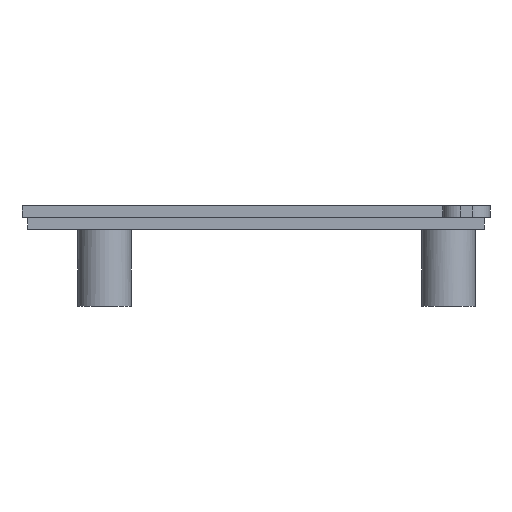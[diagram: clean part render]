
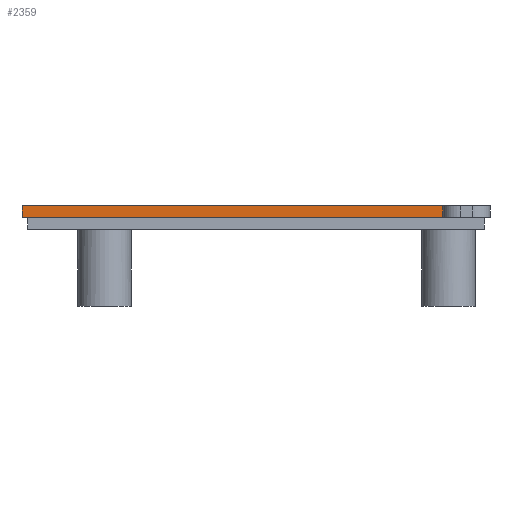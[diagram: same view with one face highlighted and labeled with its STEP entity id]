
A CAD part, left-side view. The second image highlights one B-rep face of the part: STEP entity #2359.
In plain terms, the highlighted planar face has unit normal (-1, 0, 0).
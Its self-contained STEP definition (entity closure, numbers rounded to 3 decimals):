
#1306 = PLANE('',#1307);
#1307 = AXIS2_PLACEMENT_3D('',#1308,#1309,#1310);
#1308 = CARTESIAN_POINT('',(-2.,-2.,32.));
#1309 = DIRECTION('',(0.,0.,1.));
#1310 = DIRECTION('',(1.,0.,0.));
#1613 = VERTEX_POINT('',#1614);
#1614 = CARTESIAN_POINT('',(-2.,6.,32.));
#1714 = EDGE_CURVE('',#1613,#1715,#1717,.T.);
#1715 = VERTEX_POINT('',#1716);
#1716 = CARTESIAN_POINT('',(-2.,77.,32.));
#1717 = SURFACE_CURVE('',#1718,(#1722,#1729),.PCURVE_S1.);
#1718 = LINE('',#1719,#1720);
#1719 = CARTESIAN_POINT('',(-2.,-2.,32.));
#1720 = VECTOR('',#1721,1.);
#1721 = DIRECTION('',(0.,1.,0.));
#1722 = PCURVE('',#1306,#1723);
#1723 = DEFINITIONAL_REPRESENTATION('',(#1724),#1728);
#1724 = LINE('',#1725,#1726);
#1725 = CARTESIAN_POINT('',(0.,0.));
#1726 = VECTOR('',#1727,1.);
#1727 = DIRECTION('',(0.,1.));
#1728 = ( GEOMETRIC_REPRESENTATION_CONTEXT(2) 
PARAMETRIC_REPRESENTATION_CONTEXT() REPRESENTATION_CONTEXT('2D SPACE',''
  ) );
#1729 = PCURVE('',#1730,#1735);
#1730 = PLANE('',#1731);
#1731 = AXIS2_PLACEMENT_3D('',#1732,#1733,#1734);
#1732 = CARTESIAN_POINT('',(-2.,-2.,32.));
#1733 = DIRECTION('',(1.,0.,0.));
#1734 = DIRECTION('',(0.,0.,1.));
#1735 = DEFINITIONAL_REPRESENTATION('',(#1736),#1740);
#1736 = LINE('',#1737,#1738);
#1737 = CARTESIAN_POINT('',(0.,0.));
#1738 = VECTOR('',#1739,1.);
#1739 = DIRECTION('',(0.,-1.));
#1740 = ( GEOMETRIC_REPRESENTATION_CONTEXT(2) 
PARAMETRIC_REPRESENTATION_CONTEXT() REPRESENTATION_CONTEXT('2D SPACE',''
  ) );
#1810 = PLANE('',#1811);
#1811 = AXIS2_PLACEMENT_3D('',#1812,#1813,#1814);
#1812 = CARTESIAN_POINT('',(-2.,77.,32.));
#1813 = DIRECTION('',(0.,1.,0.));
#1814 = DIRECTION('',(0.,0.,1.));
#2206 = PLANE('',#2207);
#2207 = AXIS2_PLACEMENT_3D('',#2208,#2209,#2210);
#2208 = CARTESIAN_POINT('',(-10.,6.,32.));
#2209 = DIRECTION('',(0.,1.,0.));
#2210 = DIRECTION('',(0.,0.,1.));
#2359 = ADVANCED_FACE('',(#2360),#1730,.F.);
#2360 = FACE_BOUND('',#2361,.F.);
#2361 = EDGE_LOOP('',(#2362,#2392,#2411,#2412));
#2362 = ORIENTED_EDGE('',*,*,#2363,.F.);
#2363 = EDGE_CURVE('',#2364,#2366,#2368,.T.);
#2364 = VERTEX_POINT('',#2365);
#2365 = CARTESIAN_POINT('',(-2.,6.,34.));
#2366 = VERTEX_POINT('',#2367);
#2367 = CARTESIAN_POINT('',(-2.,77.,34.));
#2368 = SURFACE_CURVE('',#2369,(#2373,#2380),.PCURVE_S1.);
#2369 = LINE('',#2370,#2371);
#2370 = CARTESIAN_POINT('',(-2.,-2.,34.));
#2371 = VECTOR('',#2372,1.);
#2372 = DIRECTION('',(0.,1.,0.));
#2373 = PCURVE('',#1730,#2374);
#2374 = DEFINITIONAL_REPRESENTATION('',(#2375),#2379);
#2375 = LINE('',#2376,#2377);
#2376 = CARTESIAN_POINT('',(2.,0.));
#2377 = VECTOR('',#2378,1.);
#2378 = DIRECTION('',(0.,-1.));
#2379 = ( GEOMETRIC_REPRESENTATION_CONTEXT(2) 
PARAMETRIC_REPRESENTATION_CONTEXT() REPRESENTATION_CONTEXT('2D SPACE',''
  ) );
#2380 = PCURVE('',#2381,#2386);
#2381 = PLANE('',#2382);
#2382 = AXIS2_PLACEMENT_3D('',#2383,#2384,#2385);
#2383 = CARTESIAN_POINT('',(-2.,-2.,34.));
#2384 = DIRECTION('',(0.,0.,1.));
#2385 = DIRECTION('',(1.,0.,0.));
#2386 = DEFINITIONAL_REPRESENTATION('',(#2387),#2391);
#2387 = LINE('',#2388,#2389);
#2388 = CARTESIAN_POINT('',(0.,0.));
#2389 = VECTOR('',#2390,1.);
#2390 = DIRECTION('',(0.,1.));
#2391 = ( GEOMETRIC_REPRESENTATION_CONTEXT(2) 
PARAMETRIC_REPRESENTATION_CONTEXT() REPRESENTATION_CONTEXT('2D SPACE',''
  ) );
#2392 = ORIENTED_EDGE('',*,*,#2393,.F.);
#2393 = EDGE_CURVE('',#1613,#2364,#2394,.T.);
#2394 = SURFACE_CURVE('',#2395,(#2399,#2405),.PCURVE_S1.);
#2395 = LINE('',#2396,#2397);
#2396 = CARTESIAN_POINT('',(-2.,6.,32.));
#2397 = VECTOR('',#2398,1.);
#2398 = DIRECTION('',(0.,0.,1.));
#2399 = PCURVE('',#1730,#2400);
#2400 = DEFINITIONAL_REPRESENTATION('',(#2401),#2404);
#2401 = B_SPLINE_CURVE_WITH_KNOTS('',1,(#2402,#2403),.UNSPECIFIED.,.F.,
  .F.,(2,2),(0.,2.),.PIECEWISE_BEZIER_KNOTS.);
#2402 = CARTESIAN_POINT('',(0.,-8.));
#2403 = CARTESIAN_POINT('',(2.,-8.));
#2404 = ( GEOMETRIC_REPRESENTATION_CONTEXT(2) 
PARAMETRIC_REPRESENTATION_CONTEXT() REPRESENTATION_CONTEXT('2D SPACE',''
  ) );
#2405 = PCURVE('',#2206,#2406);
#2406 = DEFINITIONAL_REPRESENTATION('',(#2407),#2410);
#2407 = B_SPLINE_CURVE_WITH_KNOTS('',1,(#2408,#2409),.UNSPECIFIED.,.F.,
  .F.,(2,2),(0.,2.),.PIECEWISE_BEZIER_KNOTS.);
#2408 = CARTESIAN_POINT('',(0.,8.));
#2409 = CARTESIAN_POINT('',(2.,8.));
#2410 = ( GEOMETRIC_REPRESENTATION_CONTEXT(2) 
PARAMETRIC_REPRESENTATION_CONTEXT() REPRESENTATION_CONTEXT('2D SPACE',''
  ) );
#2411 = ORIENTED_EDGE('',*,*,#1714,.T.);
#2412 = ORIENTED_EDGE('',*,*,#2413,.T.);
#2413 = EDGE_CURVE('',#1715,#2366,#2414,.T.);
#2414 = SURFACE_CURVE('',#2415,(#2419,#2426),.PCURVE_S1.);
#2415 = LINE('',#2416,#2417);
#2416 = CARTESIAN_POINT('',(-2.,77.,32.));
#2417 = VECTOR('',#2418,1.);
#2418 = DIRECTION('',(0.,0.,1.));
#2419 = PCURVE('',#1730,#2420);
#2420 = DEFINITIONAL_REPRESENTATION('',(#2421),#2425);
#2421 = LINE('',#2422,#2423);
#2422 = CARTESIAN_POINT('',(0.,-79.));
#2423 = VECTOR('',#2424,1.);
#2424 = DIRECTION('',(1.,0.));
#2425 = ( GEOMETRIC_REPRESENTATION_CONTEXT(2) 
PARAMETRIC_REPRESENTATION_CONTEXT() REPRESENTATION_CONTEXT('2D SPACE',''
  ) );
#2426 = PCURVE('',#1810,#2427);
#2427 = DEFINITIONAL_REPRESENTATION('',(#2428),#2432);
#2428 = LINE('',#2429,#2430);
#2429 = CARTESIAN_POINT('',(0.,0.));
#2430 = VECTOR('',#2431,1.);
#2431 = DIRECTION('',(1.,0.));
#2432 = ( GEOMETRIC_REPRESENTATION_CONTEXT(2) 
PARAMETRIC_REPRESENTATION_CONTEXT() REPRESENTATION_CONTEXT('2D SPACE',''
  ) );
